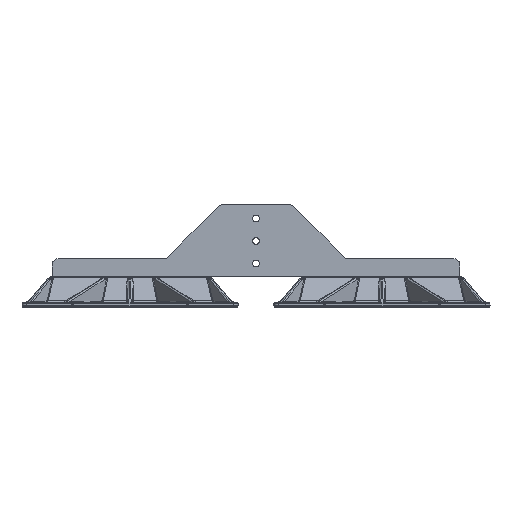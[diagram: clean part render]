
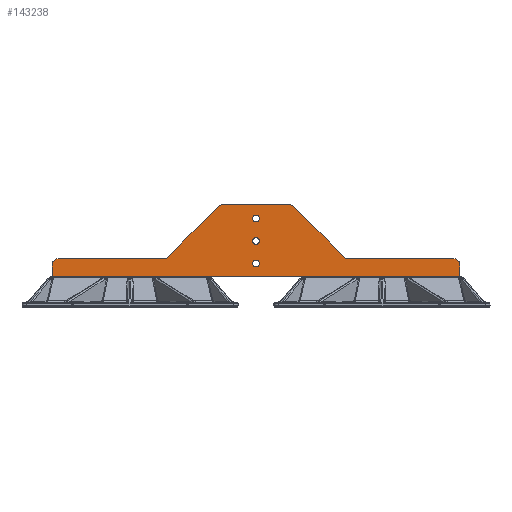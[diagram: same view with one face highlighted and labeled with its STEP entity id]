
A CAD part, top view. The second image highlights one B-rep face of the part: STEP entity #143238.
In plain terms, the highlighted planar face has unit normal (0, 0, 1).
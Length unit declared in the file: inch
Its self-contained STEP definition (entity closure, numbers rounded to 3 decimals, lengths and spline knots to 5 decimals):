
#142623=CARTESIAN_POINT('',(17.28,2.995,0.0));
#142624=VERTEX_POINT('',#142623);
#142625=CARTESIAN_POINT('',(17.0,2.995,0.0));
#142626=DIRECTION('',(0.0,0.0,1.0));
#142627=DIRECTION('',(1.0,0.0,0.0));
#142628=AXIS2_PLACEMENT_3D('',#142625,#142626,#142627);
#142629=CIRCLE('',#142628,0.28);
#142630=EDGE_CURVE('',#142624,#142624,#142629,.T.);
#142679=CARTESIAN_POINT('',(17.28,4.87,0.0));
#142680=VERTEX_POINT('',#142679);
#142681=CARTESIAN_POINT('',(17.0,4.87,0.0));
#142682=DIRECTION('',(0.0,0.0,1.0));
#142683=DIRECTION('',(1.0,0.0,0.0));
#142684=AXIS2_PLACEMENT_3D('',#142681,#142682,#142683);
#142685=CIRCLE('',#142684,0.28);
#142686=EDGE_CURVE('',#142680,#142680,#142685,.T.);
#142735=CARTESIAN_POINT('',(17.28,1.12,0.0));
#142736=VERTEX_POINT('',#142735);
#142737=CARTESIAN_POINT('',(17.0,1.12,0.0));
#142738=DIRECTION('',(0.0,0.0,1.0));
#142739=DIRECTION('',(1.0,0.0,0.0));
#142740=AXIS2_PLACEMENT_3D('',#142737,#142738,#142739);
#142741=CIRCLE('',#142740,0.28);
#142742=EDGE_CURVE('',#142736,#142736,#142741,.T.);
#142780=CARTESIAN_POINT('',(19.79289,6.,0.0));
#142781=VERTEX_POINT('',#142780);
#142782=CARTESIAN_POINT('',(14.20711,6.,0.0));
#142783=VERTEX_POINT('',#142782);
#142784=CARTESIAN_POINT('',(19.79289,6.,0.0));
#142785=DIRECTION('',(-1.0,0.0,0.0));
#142786=VECTOR('',#142785,5.58579);
#142787=LINE('',#142784,#142786);
#142788=EDGE_CURVE('',#142781,#142783,#142787,.T.);
#142846=CARTESIAN_POINT('',(0.0,0.0,0.0));
#142847=VERTEX_POINT('',#142846);
#142854=CARTESIAN_POINT('',(0.0,1.0,0.0));
#142855=VERTEX_POINT('',#142854);
#142856=CARTESIAN_POINT('',(0.0,1.0,0.0));
#142857=DIRECTION('',(0.0,-1.0,0.0));
#142858=VECTOR('',#142857,1.0);
#142859=LINE('',#142856,#142858);
#142860=EDGE_CURVE('',#142855,#142847,#142859,.T.);
#142942=CARTESIAN_POINT('',(34.0,1.0,0.0));
#142943=VERTEX_POINT('',#142942);
#142950=CARTESIAN_POINT('',(34.0,0.0,0.0));
#142951=VERTEX_POINT('',#142950);
#142952=CARTESIAN_POINT('',(34.0,0.0,0.0));
#142953=DIRECTION('',(0.0,1.0,0.0));
#142954=VECTOR('',#142953,1.0);
#142955=LINE('',#142952,#142954);
#142956=EDGE_CURVE('',#142951,#142943,#142955,.T.);
#143004=CARTESIAN_POINT('',(0.0,0.0,0.0));
#143005=DIRECTION('',(1.0,0.0,0.0));
#143006=VECTOR('',#143005,34.0);
#143007=LINE('',#143004,#143006);
#143008=EDGE_CURVE('',#142847,#142951,#143007,.T.);
#143136=CARTESIAN_POINT('',(0.0,6.,0.0));
#143137=DIRECTION('',(0.0,0.0,-1.0));
#143138=DIRECTION('',(-1.0,0.0,0.0));
#143139=AXIS2_PLACEMENT_3D('',#143136,#143137,#143138);
#143140=PLANE('',#143139);
#143141=ORIENTED_EDGE('',*,*,#142956,.T.);
#143142=CARTESIAN_POINT('',(33.5,1.5,0.0));
#143143=VERTEX_POINT('',#143142);
#143144=CARTESIAN_POINT('',(33.5,1.0,0.0));
#143145=DIRECTION('',(0.0,0.0,1.0));
#143146=DIRECTION('',(-1.0,0.0,0.0));
#143147=AXIS2_PLACEMENT_3D('',#143144,#143145,#143146);
#143148=CIRCLE('',#143147,0.5);
#143149=EDGE_CURVE('',#142943,#143143,#143148,.T.);
#143150=ORIENTED_EDGE('',*,*,#143149,.T.);
#143151=CARTESIAN_POINT('',(24.70711,1.5,0.0));
#143152=VERTEX_POINT('',#143151);
#143153=CARTESIAN_POINT('',(24.70711,1.5,0.0));
#143154=DIRECTION('',(1.0,0.0,0.0));
#143155=VECTOR('',#143154,8.79289);
#143156=LINE('',#143153,#143155);
#143157=EDGE_CURVE('',#143152,#143143,#143156,.T.);
#143158=ORIENTED_EDGE('',*,*,#143157,.F.);
#143159=CARTESIAN_POINT('',(24.35355,1.64645,0.0));
#143160=VERTEX_POINT('',#143159);
#143161=CARTESIAN_POINT('',(24.70711,2.,0.0));
#143162=DIRECTION('',(0.0,0.0,-1.0));
#143163=DIRECTION('',(-1.0,0.0,0.0));
#143164=AXIS2_PLACEMENT_3D('',#143161,#143162,#143163);
#143165=CIRCLE('',#143164,0.5);
#143166=EDGE_CURVE('',#143152,#143160,#143165,.T.);
#143167=ORIENTED_EDGE('',*,*,#143166,.T.);
#143168=CARTESIAN_POINT('',(20.14645,5.85355,0.0));
#143169=VERTEX_POINT('',#143168);
#143170=CARTESIAN_POINT('',(20.14645,5.85355,0.0));
#143171=DIRECTION('',(0.707,-0.707,0.0));
#143172=VECTOR('',#143171,5.94975);
#143173=LINE('',#143170,#143172);
#143174=EDGE_CURVE('',#143169,#143160,#143173,.T.);
#143175=ORIENTED_EDGE('',*,*,#143174,.F.);
#143176=CARTESIAN_POINT('',(19.79289,5.5,0.0));
#143177=DIRECTION('',(0.0,0.0,1.0));
#143178=DIRECTION('',(-1.0,0.0,0.0));
#143179=AXIS2_PLACEMENT_3D('',#143176,#143177,#143178);
#143180=CIRCLE('',#143179,0.5);
#143181=EDGE_CURVE('',#143169,#142781,#143180,.T.);
#143182=ORIENTED_EDGE('',*,*,#143181,.T.);
#143183=ORIENTED_EDGE('',*,*,#142788,.T.);
#143184=CARTESIAN_POINT('',(13.85355,5.85355,0.0));
#143185=VERTEX_POINT('',#143184);
#143186=CARTESIAN_POINT('',(14.20711,5.5,0.0));
#143187=DIRECTION('',(0.0,0.0,1.0));
#143188=DIRECTION('',(-1.0,0.0,0.0));
#143189=AXIS2_PLACEMENT_3D('',#143186,#143187,#143188);
#143190=CIRCLE('',#143189,0.5);
#143191=EDGE_CURVE('',#142783,#143185,#143190,.T.);
#143192=ORIENTED_EDGE('',*,*,#143191,.T.);
#143193=CARTESIAN_POINT('',(9.64645,1.64645,0.0));
#143194=VERTEX_POINT('',#143193);
#143195=CARTESIAN_POINT('',(9.64645,1.64645,0.0));
#143196=DIRECTION('',(0.707,0.707,0.0));
#143197=VECTOR('',#143196,5.94975);
#143198=LINE('',#143195,#143197);
#143199=EDGE_CURVE('',#143194,#143185,#143198,.T.);
#143200=ORIENTED_EDGE('',*,*,#143199,.F.);
#143201=CARTESIAN_POINT('',(9.29289,1.5,0.0));
#143202=VERTEX_POINT('',#143201);
#143203=CARTESIAN_POINT('',(9.29289,2.0,0.0));
#143204=DIRECTION('',(0.0,0.0,-1.0));
#143205=DIRECTION('',(-1.0,0.0,0.0));
#143206=AXIS2_PLACEMENT_3D('',#143203,#143204,#143205);
#143207=CIRCLE('',#143206,0.5);
#143208=EDGE_CURVE('',#143194,#143202,#143207,.T.);
#143209=ORIENTED_EDGE('',*,*,#143208,.T.);
#143210=CARTESIAN_POINT('',(0.5,1.5,0.0));
#143211=VERTEX_POINT('',#143210);
#143212=CARTESIAN_POINT('',(0.5,1.5,0.0));
#143213=DIRECTION('',(1.0,0.0,0.0));
#143214=VECTOR('',#143213,8.79289);
#143215=LINE('',#143212,#143214);
#143216=EDGE_CURVE('',#143211,#143202,#143215,.T.);
#143217=ORIENTED_EDGE('',*,*,#143216,.F.);
#143218=CARTESIAN_POINT('',(0.5,1.,0.0));
#143219=DIRECTION('',(0.0,0.0,1.0));
#143220=DIRECTION('',(-1.0,0.0,0.0));
#143221=AXIS2_PLACEMENT_3D('',#143218,#143219,#143220);
#143222=CIRCLE('',#143221,0.5);
#143223=EDGE_CURVE('',#143211,#142855,#143222,.T.);
#143224=ORIENTED_EDGE('',*,*,#143223,.T.);
#143225=ORIENTED_EDGE('',*,*,#142860,.T.);
#143226=ORIENTED_EDGE('',*,*,#143008,.T.);
#143227=EDGE_LOOP('',(#143141,#143150,#143158,#143167,#143175,#143182,#143183,#143192,#143200,#143209,#143217,#143224,#143225,#143226));
#143228=FACE_OUTER_BOUND('',#143227,.T.);
#143229=ORIENTED_EDGE('',*,*,#142686,.F.);
#143230=EDGE_LOOP('',(#143229));
#143231=FACE_BOUND('',#143230,.T.);
#143232=ORIENTED_EDGE('',*,*,#142742,.F.);
#143233=EDGE_LOOP('',(#143232));
#143234=FACE_BOUND('',#143233,.T.);
#143235=ORIENTED_EDGE('',*,*,#142630,.F.);
#143236=EDGE_LOOP('',(#143235));
#143237=FACE_BOUND('',#143236,.T.);
#143238=ADVANCED_FACE('',(#143228,#143231,#143234,#143237),#143140,.F.);
